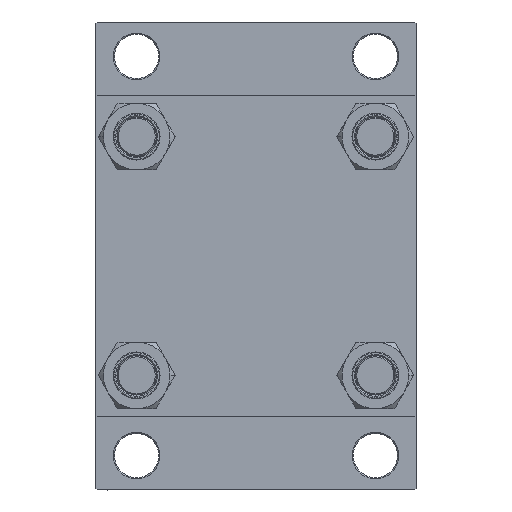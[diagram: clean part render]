
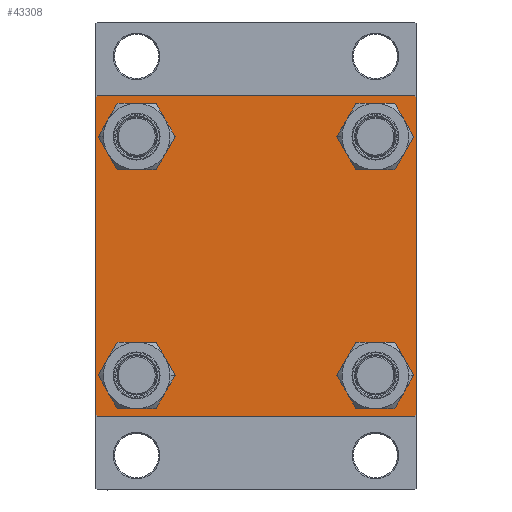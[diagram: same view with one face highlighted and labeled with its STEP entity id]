
A CAD part, left-side view. The second image highlights one B-rep face of the part: STEP entity #43308.
In plain terms, the highlighted planar face has unit normal (-1, 0, 0).
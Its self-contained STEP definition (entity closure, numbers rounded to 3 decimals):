
#583 = ORIENTED_EDGE ( 'NONE', *, *, #47409, .T. ) ;
#1087 = DIRECTION ( 'NONE',  ( 1., 0., 0. ) ) ;
#1522 = CIRCLE ( 'NONE', #27018, 8.5 ) ;
#2358 = DIRECTION ( 'NONE',  ( 1., 0., 0. ) ) ;
#2573 = LINE ( 'NONE', #35492, #11632 ) ;
#2904 = EDGE_CURVE ( 'NONE', #43851, #40231, #3746, .T. ) ;
#3746 = CIRCLE ( 'NONE', #20774, 8.5 ) ;
#3950 = CARTESIAN_POINT ( 'NONE',  ( 0., 48.45, -48.45 ) ) ;
#3971 = ORIENTED_EDGE ( 'NONE', *, *, #24969, .T. ) ;
#4155 = VERTEX_POINT ( 'NONE', #44748 ) ;
#4274 = CARTESIAN_POINT ( 'NONE',  ( 0., -48.45, 39.95 ) ) ;
#4839 = DIRECTION ( 'NONE',  ( 1., 0., 0. ) ) ;
#5292 = VERTEX_POINT ( 'NONE', #17296 ) ;
#5382 = CIRCLE ( 'NONE', #39439, 8.5 ) ;
#5560 = AXIS2_PLACEMENT_3D ( 'NONE', #11166, #15025, #7520 ) ;
#6090 = VERTEX_POINT ( 'NONE', #12305 ) ;
#6223 = EDGE_CURVE ( 'NONE', #5292, #27006, #15459, .T. ) ;
#6478 = CARTESIAN_POINT ( 'NONE',  ( 0., 65., 65. ) ) ;
#6948 = AXIS2_PLACEMENT_3D ( 'NONE', #31632, #2358, #16405 ) ;
#7416 = VERTEX_POINT ( 'NONE', #17660 ) ;
#7520 = DIRECTION ( 'NONE',  ( 0., 0., 1. ) ) ;
#7996 = DIRECTION ( 'NONE',  ( 0., -0.707, 0.707 ) ) ;
#8048 = CARTESIAN_POINT ( 'NONE',  ( 0., 65., 65. ) ) ;
#8595 = FACE_BOUND ( 'NONE', #39023, .T. ) ;
#8851 = ORIENTED_EDGE ( 'NONE', *, *, #34657, .T. ) ;
#8979 = ORIENTED_EDGE ( 'NONE', *, *, #39862, .F. ) ;
#9274 = ORIENTED_EDGE ( 'NONE', *, *, #21693, .T. ) ;
#9717 = VECTOR ( 'NONE', #7996, 1000. ) ;
#9792 = EDGE_CURVE ( 'NONE', #12140, #16634, #46320, .T. ) ;
#10431 = CARTESIAN_POINT ( 'NONE',  ( 0., -64.5, 65. ) ) ;
#11166 = CARTESIAN_POINT ( 'NONE',  ( 0., 0., 0. ) ) ;
#11565 = ORIENTED_EDGE ( 'NONE', *, *, #38545, .T. ) ;
#11632 = VECTOR ( 'NONE', #42052, 1000. ) ;
#12140 = VERTEX_POINT ( 'NONE', #32518 ) ;
#12305 = CARTESIAN_POINT ( 'NONE',  ( 0., 65., 64.5 ) ) ;
#12352 = CIRCLE ( 'NONE', #21596, 8.5 ) ;
#12387 = DIRECTION ( 'NONE',  ( 0., 0., 1. ) ) ;
#12462 = ORIENTED_EDGE ( 'NONE', *, *, #2904, .T. ) ;
#12715 = ORIENTED_EDGE ( 'NONE', *, *, #42453, .T. ) ;
#12828 = VERTEX_POINT ( 'NONE', #42712 ) ;
#12908 = CARTESIAN_POINT ( 'NONE',  ( 0., -65., -64.5 ) ) ;
#13260 = LINE ( 'NONE', #6478, #40064 ) ;
#15025 = DIRECTION ( 'NONE',  ( -1., 0., 0. ) ) ;
#15063 = CARTESIAN_POINT ( 'NONE',  ( 0., 48.45, 48.45 ) ) ;
#15440 = CARTESIAN_POINT ( 'NONE',  ( 0., 48.45, 56.95 ) ) ;
#15459 = CIRCLE ( 'NONE', #6948, 8.5 ) ;
#15587 = EDGE_CURVE ( 'NONE', #6090, #46384, #30774, .T. ) ;
#16343 = ORIENTED_EDGE ( 'NONE', *, *, #38049, .T. ) ;
#16405 = DIRECTION ( 'NONE',  ( 0., 0., 1. ) ) ;
#16586 = CIRCLE ( 'NONE', #47639, 8.5 ) ;
#16634 = VERTEX_POINT ( 'NONE', #10431 ) ;
#16847 = DIRECTION ( 'NONE',  ( 0., 0., 1. ) ) ;
#17296 = CARTESIAN_POINT ( 'NONE',  ( 0., 48.45, -56.95 ) ) ;
#17569 = DIRECTION ( 'NONE',  ( 0., 0.707, -0.707 ) ) ;
#17660 = CARTESIAN_POINT ( 'NONE',  ( 0., -64.5, -65. ) ) ;
#17949 = EDGE_LOOP ( 'NONE', ( #34744, #19057, #12715, #3971, #8979, #30894, #19907, #583 ) ) ;
#18439 = VERTEX_POINT ( 'NONE', #41842 ) ;
#18649 = DIRECTION ( 'NONE',  ( 0., -1., 0. ) ) ;
#18752 = VERTEX_POINT ( 'NONE', #4274 ) ;
#19057 = ORIENTED_EDGE ( 'NONE', *, *, #35537, .T. ) ;
#19130 = LINE ( 'NONE', #22521, #9717 ) ;
#19429 = VECTOR ( 'NONE', #39057, 1000. ) ;
#19716 = DIRECTION ( 'NONE',  ( 0., 0., 1. ) ) ;
#19719 = FACE_BOUND ( 'NONE', #46224, .T. ) ;
#19907 = ORIENTED_EDGE ( 'NONE', *, *, #31311, .F. ) ;
#19934 = EDGE_LOOP ( 'NONE', ( #9274, #16343 ) ) ;
#20079 = CARTESIAN_POINT ( 'NONE',  ( 0., 48.45, 48.45 ) ) ;
#20465 = CIRCLE ( 'NONE', #32828, 8.5 ) ;
#20485 = CARTESIAN_POINT ( 'NONE',  ( 0., -48.45, 48.45 ) ) ;
#20774 = AXIS2_PLACEMENT_3D ( 'NONE', #15063, #45313, #12387 ) ;
#21596 = AXIS2_PLACEMENT_3D ( 'NONE', #20485, #45916, #16847 ) ;
#21693 = EDGE_CURVE ( 'NONE', #18439, #34680, #42963, .T. ) ;
#21750 = DIRECTION ( 'NONE',  ( 0., 0., -1. ) ) ;
#21803 = PLANE ( 'NONE',  #5560 ) ;
#21860 = DIRECTION ( 'NONE',  ( 0., 0., 1. ) ) ;
#22144 = EDGE_CURVE ( 'NONE', #12828, #18752, #16586, .T. ) ;
#22238 = CARTESIAN_POINT ( 'NONE',  ( 0., 48.45, -39.95 ) ) ;
#22352 = EDGE_CURVE ( 'NONE', #27006, #5292, #20465, .T. ) ;
#22521 = CARTESIAN_POINT ( 'NONE',  ( 0., -64.75, -64.75 ) ) ;
#22751 = CARTESIAN_POINT ( 'NONE',  ( 0., 65., -65. ) ) ;
#22806 = DIRECTION ( 'NONE',  ( 0., 0., -1. ) ) ;
#22872 = CARTESIAN_POINT ( 'NONE',  ( 0., -48.45, 48.45 ) ) ;
#23343 = FACE_BOUND ( 'NONE', #19934, .T. ) ;
#24282 = DIRECTION ( 'NONE',  ( 1., 0., 0. ) ) ;
#24969 = EDGE_CURVE ( 'NONE', #7416, #37026, #19130, .T. ) ;
#25309 = LINE ( 'NONE', #39854, #32750 ) ;
#27006 = VERTEX_POINT ( 'NONE', #22238 ) ;
#27018 = AXIS2_PLACEMENT_3D ( 'NONE', #46811, #24282, #47050 ) ;
#27555 = CARTESIAN_POINT ( 'NONE',  ( 0., -48.45, -48.45 ) ) ;
#28381 = CARTESIAN_POINT ( 'NONE',  ( 0., -64.75, 64.75 ) ) ;
#29982 = VERTEX_POINT ( 'NONE', #33720 ) ;
#30718 = CARTESIAN_POINT ( 'NONE',  ( 0., 65., -64.5 ) ) ;
#30774 = LINE ( 'NONE', #8048, #37306 ) ;
#30894 = ORIENTED_EDGE ( 'NONE', *, *, #9792, .T. ) ;
#31184 = DIRECTION ( 'NONE',  ( 0., 0., 1. ) ) ;
#31311 = EDGE_CURVE ( 'NONE', #29982, #16634, #13260, .T. ) ;
#31409 = DIRECTION ( 'NONE',  ( 0., -1., 0. ) ) ;
#31632 = CARTESIAN_POINT ( 'NONE',  ( 0., 48.45, -48.45 ) ) ;
#32144 = AXIS2_PLACEMENT_3D ( 'NONE', #27555, #38948, #31184 ) ;
#32518 = CARTESIAN_POINT ( 'NONE',  ( 0., -65., 64.5 ) ) ;
#32750 = VECTOR ( 'NONE', #17569, 1000. ) ;
#32828 = AXIS2_PLACEMENT_3D ( 'NONE', #3950, #36386, #21860 ) ;
#33720 = CARTESIAN_POINT ( 'NONE',  ( 0., 64.5, 65. ) ) ;
#34657 = EDGE_CURVE ( 'NONE', #18752, #12828, #12352, .T. ) ;
#34680 = VERTEX_POINT ( 'NONE', #35249 ) ;
#34744 = ORIENTED_EDGE ( 'NONE', *, *, #15587, .T. ) ;
#35249 = CARTESIAN_POINT ( 'NONE',  ( 0., -48.45, -56.95 ) ) ;
#35492 = CARTESIAN_POINT ( 'NONE',  ( 0., 64.75, -64.75 ) ) ;
#35537 = EDGE_CURVE ( 'NONE', #46384, #4155, #2573, .T. ) ;
#35587 = VECTOR ( 'NONE', #21750, 1000. ) ;
#35940 = ORIENTED_EDGE ( 'NONE', *, *, #22144, .T. ) ;
#36108 = ORIENTED_EDGE ( 'NONE', *, *, #6223, .T. ) ;
#36386 = DIRECTION ( 'NONE',  ( 1., 0., 0. ) ) ;
#37000 = LINE ( 'NONE', #40408, #35587 ) ;
#37026 = VERTEX_POINT ( 'NONE', #12908 ) ;
#37306 = VECTOR ( 'NONE', #22806, 1000. ) ;
#37984 = VECTOR ( 'NONE', #18649, 1000. ) ;
#38049 = EDGE_CURVE ( 'NONE', #34680, #18439, #1522, .T. ) ;
#38545 = EDGE_CURVE ( 'NONE', #40231, #43851, #5382, .T. ) ;
#38948 = DIRECTION ( 'NONE',  ( 1., 0., 0. ) ) ;
#39023 = EDGE_LOOP ( 'NONE', ( #35940, #8851 ) ) ;
#39057 = DIRECTION ( 'NONE',  ( 0., 0.707, 0.707 ) ) ;
#39379 = CARTESIAN_POINT ( 'NONE',  ( 0., 48.45, 39.95 ) ) ;
#39439 = AXIS2_PLACEMENT_3D ( 'NONE', #20079, #4839, #41406 ) ;
#39854 = CARTESIAN_POINT ( 'NONE',  ( 0., 64.75, 64.75 ) ) ;
#39862 = EDGE_CURVE ( 'NONE', #12140, #37026, #37000, .T. ) ;
#40064 = VECTOR ( 'NONE', #31409, 1000. ) ;
#40218 = FACE_OUTER_BOUND ( 'NONE', #17949, .T. ) ;
#40231 = VERTEX_POINT ( 'NONE', #39379 ) ;
#40408 = CARTESIAN_POINT ( 'NONE',  ( 0., -65., 65. ) ) ;
#40778 = EDGE_LOOP ( 'NONE', ( #40792, #36108 ) ) ;
#40792 = ORIENTED_EDGE ( 'NONE', *, *, #22352, .T. ) ;
#41406 = DIRECTION ( 'NONE',  ( 0., 0., 1. ) ) ;
#41842 = CARTESIAN_POINT ( 'NONE',  ( 0., -48.45, -39.95 ) ) ;
#42052 = DIRECTION ( 'NONE',  ( 0., -0.707, -0.707 ) ) ;
#42453 = EDGE_CURVE ( 'NONE', #4155, #7416, #45028, .T. ) ;
#42712 = CARTESIAN_POINT ( 'NONE',  ( 0., -48.45, 56.95 ) ) ;
#42963 = CIRCLE ( 'NONE', #32144, 8.5 ) ;
#43308 = ADVANCED_FACE ( 'NONE', ( #8595, #23343, #45625, #19719, #40218 ), #21803, .T. ) ;
#43851 = VERTEX_POINT ( 'NONE', #15440 ) ;
#44748 = CARTESIAN_POINT ( 'NONE',  ( 0., 64.5, -65. ) ) ;
#45028 = LINE ( 'NONE', #22751, #37984 ) ;
#45313 = DIRECTION ( 'NONE',  ( 1., 0., 0. ) ) ;
#45625 = FACE_BOUND ( 'NONE', #40778, .T. ) ;
#45916 = DIRECTION ( 'NONE',  ( 1., 0., 0. ) ) ;
#46224 = EDGE_LOOP ( 'NONE', ( #12462, #11565 ) ) ;
#46320 = LINE ( 'NONE', #28381, #19429 ) ;
#46384 = VERTEX_POINT ( 'NONE', #30718 ) ;
#46811 = CARTESIAN_POINT ( 'NONE',  ( 0., -48.45, -48.45 ) ) ;
#47050 = DIRECTION ( 'NONE',  ( 0., 0., 1. ) ) ;
#47409 = EDGE_CURVE ( 'NONE', #29982, #6090, #25309, .T. ) ;
#47639 = AXIS2_PLACEMENT_3D ( 'NONE', #22872, #1087, #19716 ) ;
